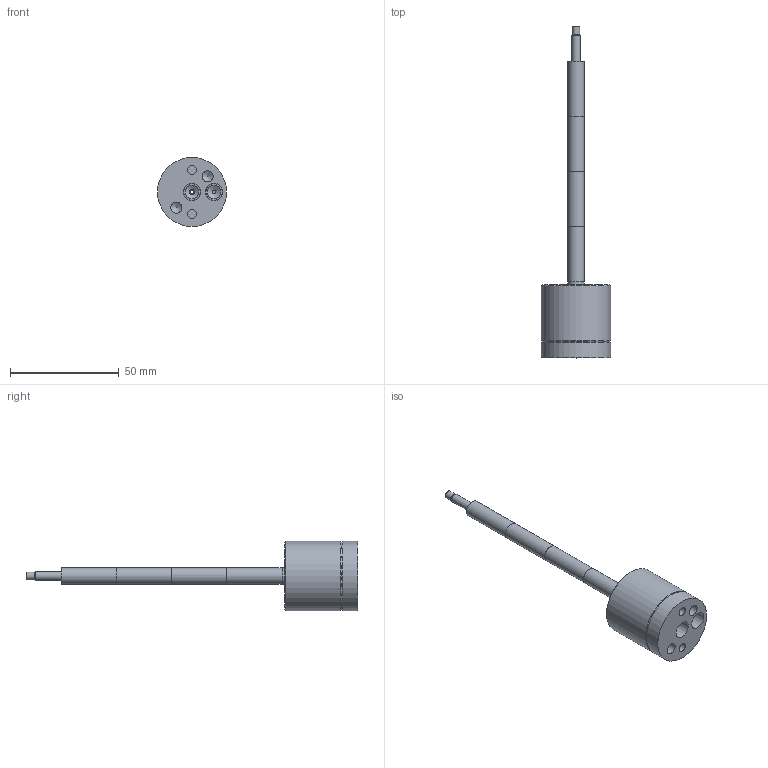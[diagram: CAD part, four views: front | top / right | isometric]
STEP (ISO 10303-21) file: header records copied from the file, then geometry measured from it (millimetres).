
FILE_DESCRIPTION (( 'STEP AP214' ), '1' );
FILE_NAME ('CTSC-001434.STEP', '2026-01-19T14:34:59', ( '' ), ( '' ), 'SwSTEP 2.0', 'SolidWorks 2023', '' );
FILE_SCHEMA (( 'AUTOMOTIVE_DESIGN' ));
Length unit declared in the file: millimetre
Products named in the file (1): CTSC-001434
Bounding box: 31.75 x 152.63 x 31.75 mm (x, y, z)
Volume: 29401.8 mm3; surface area: 13565.4 mm2
Topology: 6 solids, 6 shells, 70 faces, 130 edges, 85 vertices
Faces by surface type: plane 29, cylinder 27, cone 10, torus 4
Full cylindrical faces by diameter (mm): 1.321 x1, 1.575 x1, 2.38 x1, 3.505 x1, 3.937 x1, 4.039 x2, 4.178 x5, 5.16 x2, 6.147 x2, 7.036 x1, 7.341 x1, 7.62 x5, 28.321 x1, 28.575 x1, 31.75 x2
Entity records: 2315 total; most frequent: DIRECTION 288, CARTESIAN_POINT 260, ORIENTED_EDGE 164, AXIS2_PLACEMENT_3D 140, EDGE_LOOP 134, FACE_OUTER_BOUND 99, EDGE_CURVE 82, VERTEX_POINT 76
